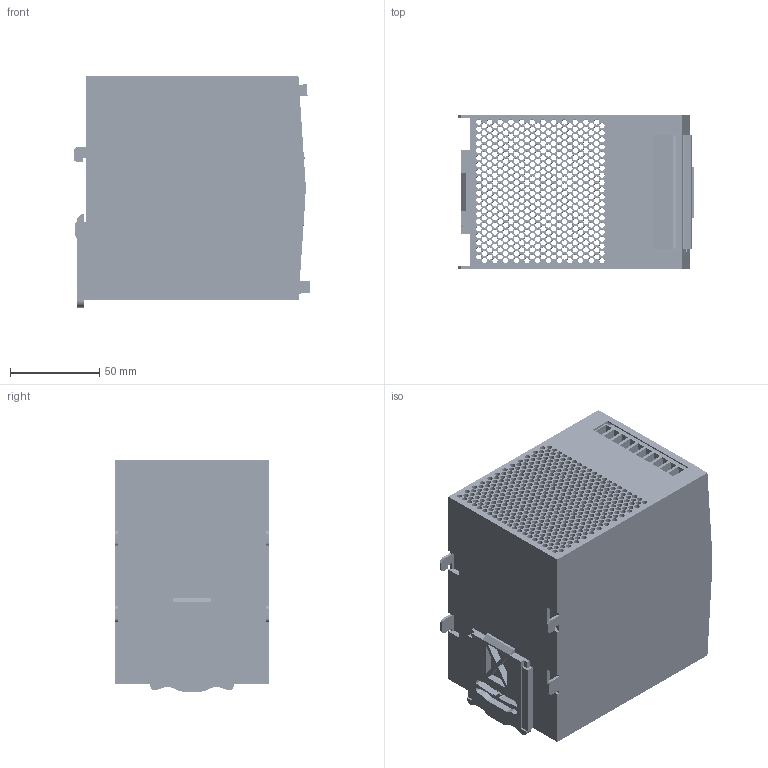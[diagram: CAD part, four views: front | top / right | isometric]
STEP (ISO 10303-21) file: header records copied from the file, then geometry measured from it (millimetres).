
FILE_DESCRIPTION((''),'2;1');
FILE_NAME('PSC 481.stp','2014-08-08T12:14:56',('roland'),(''),'Autodesk Inventor 2013','Autodesk Inventor 2013','');
FILE_SCHEMA(('CONFIG_CONTROL_DESIGN'));
Length unit declared in the file: millimetre
Products named in the file (9): PSC 481; BOX; GREEN BOTTOM; GB 822-88  H M2 x 3; BULB; RED SWITCH; GREEN TOP; larger interlock PLATE; larger interlock
Assembly tree (8 placements, depth 2):
  PSC 481
    BOX
    GREEN BOTTOM
    GB 822-88  H M2 x 3
    BULB
    RED SWITCH
    GREEN TOP
    larger interlock PLATE
    larger interlock
Bounding box: 132.65 x 86.3 x 129.45 mm (x, y, z)
Volume: 873891.4 mm3; surface area: 663200.5 mm2
Topology: 8 solids, 8 shells, 4314 faces, 12632 edges, 8419 vertices
Faces by surface type: cylinder 3644, plane 587, bspline 67, cone 9, torus 5, sphere 2
Full cylindrical faces by diameter (mm): 2 x1, 2.5 x1, 3 x52, 3.2 x1, 3.438 x1, 3.5 x1, 4.3 x10, 4.6 x1, 5.1 x3
Entity records: 149901 total; most frequent: DIRECTION 28231, CARTESIAN_POINT 26373, ORIENTED_EDGE 25110, EDGE_CURVE 12555, AXIS2_PLACEMENT_3D 11578, VERTEX_POINT 8416, CIRCLE 7314, EDGE_LOOP 5453
